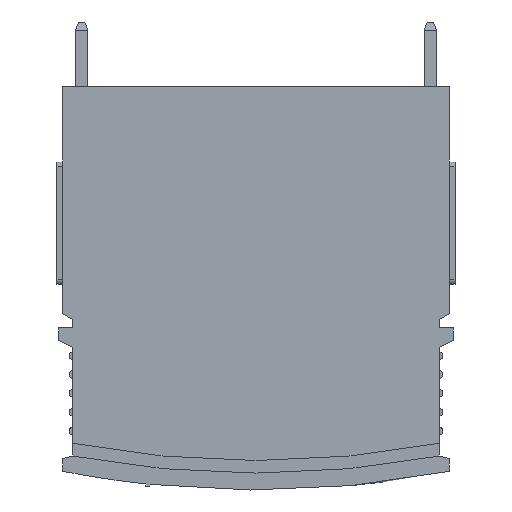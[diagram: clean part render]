
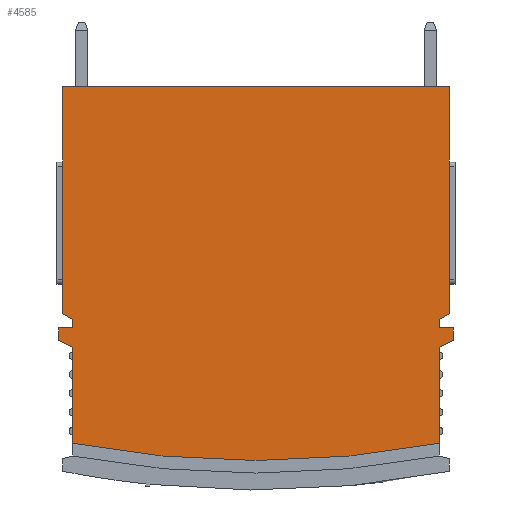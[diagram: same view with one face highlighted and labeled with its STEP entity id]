
A CAD part, left-side view. The second image highlights one B-rep face of the part: STEP entity #4585.
In plain terms, the highlighted planar face has unit normal (-1, 0, 0).
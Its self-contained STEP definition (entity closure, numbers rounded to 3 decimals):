
#14 = ORIENTED_EDGE ( 'NONE', *, *, #221, .F. ) ;
#52 = EDGE_CURVE ( 'NONE', #4818, #4638, #1898, .T. ) ;
#57 = ORIENTED_EDGE ( 'NONE', *, *, #4777, .F. ) ;
#81 = ORIENTED_EDGE ( 'NONE', *, *, #3507, .F. ) ;
#92 = CARTESIAN_POINT ( 'NONE',  ( 0., 46., 0. ) ) ;
#126 = CIRCLE ( 'NONE', #852, 116.485 ) ;
#221 = EDGE_CURVE ( 'NONE', #4892, #4818, #4584, .T. ) ;
#250 = CARTESIAN_POINT ( 'NONE',  ( 0., -0.5, -30.2 ) ) ;
#278 = VECTOR ( 'NONE', #2930, 1000. ) ;
#351 = CARTESIAN_POINT ( 'NONE',  ( 0., 46.5, -30.2 ) ) ;
#421 = EDGE_CURVE ( 'NONE', #3350, #2806, #3026, .T. ) ;
#430 = LINE ( 'NONE', #3893, #3351 ) ;
#437 = EDGE_CURVE ( 'NONE', #1534, #3720, #5237, .T. ) ;
#546 = ORIENTED_EDGE ( 'NONE', *, *, #2124, .F. ) ;
#611 = DIRECTION ( 'NONE',  ( 0., 0.906, -0.423 ) ) ;
#653 = DIRECTION ( 'NONE',  ( 0., 0.866, 0.5 ) ) ;
#685 = LINE ( 'NONE', #4207, #759 ) ;
#686 = VECTOR ( 'NONE', #4129, 1000. ) ;
#746 = EDGE_CURVE ( 'NONE', #4920, #3256, #4539, .T. ) ;
#759 = VECTOR ( 'NONE', #4182, 1000. ) ;
#829 = LINE ( 'NONE', #1785, #4311 ) ;
#852 = AXIS2_PLACEMENT_3D ( 'NONE', #4109, #4083, #3190 ) ;
#892 = CARTESIAN_POINT ( 'NONE',  ( 0., 44.8, -27.7 ) ) ;
#1081 = ORIENTED_EDGE ( 'NONE', *, *, #52, .F. ) ;
#1085 = LINE ( 'NONE', #2837, #2140 ) ;
#1153 = DIRECTION ( 'NONE',  ( 0., 0., -1. ) ) ;
#1187 = DIRECTION ( 'NONE',  ( 0., 0., 1. ) ) ;
#1256 = ORIENTED_EDGE ( 'NONE', *, *, #421, .F. ) ;
#1288 = CARTESIAN_POINT ( 'NONE',  ( 0., -0.5, -30.2 ) ) ;
#1488 = EDGE_CURVE ( 'NONE', #3036, #3350, #126, .T. ) ;
#1534 = VERTEX_POINT ( 'NONE', #4142 ) ;
#1657 = ORIENTED_EDGE ( 'NONE', *, *, #3257, .F. ) ;
#1672 = VERTEX_POINT ( 'NONE', #5516 ) ;
#1697 = EDGE_CURVE ( 'NONE', #4942, #4780, #430, .T. ) ;
#1703 = VECTOR ( 'NONE', #611, 1000. ) ;
#1707 = CARTESIAN_POINT ( 'NONE',  ( 0., 1.2, -27.7 ) ) ;
#1748 = CARTESIAN_POINT ( 'NONE',  ( 0., 46.5, -28.7 ) ) ;
#1758 = VECTOR ( 'NONE', #653, 1000. ) ;
#1785 = CARTESIAN_POINT ( 'NONE',  ( 0., -0.5, -28.7 ) ) ;
#1898 = LINE ( 'NONE', #2382, #686 ) ;
#1910 = DIRECTION ( 'NONE',  ( 0., 0., 1. ) ) ;
#1930 = EDGE_CURVE ( 'NONE', #3256, #3036, #2954, .T. ) ;
#1948 = CARTESIAN_POINT ( 'NONE',  ( 0., 44.8, -30.993 ) ) ;
#1960 = CARTESIAN_POINT ( 'NONE',  ( 0., 23., 72. ) ) ;
#2083 = LINE ( 'NONE', #1707, #4005 ) ;
#2124 = EDGE_CURVE ( 'NONE', #2338, #4942, #2083, .T. ) ;
#2130 = DIRECTION ( 'NONE',  ( 0., 0.906, 0.423 ) ) ;
#2140 = VECTOR ( 'NONE', #3278, 1000. ) ;
#2194 = EDGE_CURVE ( 'NONE', #1672, #5202, #2569, .T. ) ;
#2224 = CARTESIAN_POINT ( 'NONE',  ( 0., 1.2, -27.7 ) ) ;
#2268 = CARTESIAN_POINT ( 'NONE',  ( 0., 46.5, -28.7 ) ) ;
#2338 = VERTEX_POINT ( 'NONE', #2224 ) ;
#2368 = EDGE_LOOP ( 'NONE', ( #1256, #2579, #3735, #4360, #1657, #2472, #546, #2671, #3271, #57, #3059, #4198, #81, #1081, #14, #2391 ) ) ;
#2380 = DIRECTION ( 'NONE',  ( 0., 0., -1. ) ) ;
#2382 = CARTESIAN_POINT ( 'NONE',  ( 0., 44.8, -28.7 ) ) ;
#2391 = ORIENTED_EDGE ( 'NONE', *, *, #4908, .F. ) ;
#2466 = LINE ( 'NONE', #2834, #1758 ) ;
#2472 = ORIENTED_EDGE ( 'NONE', *, *, #1697, .F. ) ;
#2522 = DIRECTION ( 'NONE',  ( 0., -1., 0. ) ) ;
#2559 = LINE ( 'NONE', #2980, #5254 ) ;
#2569 = LINE ( 'NONE', #3349, #278 ) ;
#2579 = ORIENTED_EDGE ( 'NONE', *, *, #1488, .F. ) ;
#2671 = ORIENTED_EDGE ( 'NONE', *, *, #4769, .F. ) ;
#2806 = VERTEX_POINT ( 'NONE', #1948 ) ;
#2834 = CARTESIAN_POINT ( 'NONE',  ( 0., 46., -27.007 ) ) ;
#2837 = CARTESIAN_POINT ( 'NONE',  ( 0., 46., 0. ) ) ;
#2921 = CARTESIAN_POINT ( 'NONE',  ( 0., 1.2, -30.993 ) ) ;
#2930 = DIRECTION ( 'NONE',  ( 0., 0., -1. ) ) ;
#2954 = LINE ( 'NONE', #2921, #4919 ) ;
#2960 = CARTESIAN_POINT ( 'NONE',  ( 0., 0., -27.007 ) ) ;
#2980 = CARTESIAN_POINT ( 'NONE',  ( 0., 46.5, -30.2 ) ) ;
#2998 = CARTESIAN_POINT ( 'NONE',  ( 0., 44.8, -30.993 ) ) ;
#3026 = LINE ( 'NONE', #2998, #3892 ) ;
#3036 = VERTEX_POINT ( 'NONE', #4356 ) ;
#3059 = ORIENTED_EDGE ( 'NONE', *, *, #437, .F. ) ;
#3072 = DIRECTION ( 'NONE',  ( 0., 0., -1. ) ) ;
#3190 = DIRECTION ( 'NONE',  ( 0., 0., 1. ) ) ;
#3206 = VECTOR ( 'NONE', #4203, 1000. ) ;
#3234 = VECTOR ( 'NONE', #1187, 1000. ) ;
#3249 = CARTESIAN_POINT ( 'NONE',  ( 0., 44.8, -27.7 ) ) ;
#3256 = VERTEX_POINT ( 'NONE', #5220 ) ;
#3257 = EDGE_CURVE ( 'NONE', #4780, #4920, #829, .T. ) ;
#3271 = ORIENTED_EDGE ( 'NONE', *, *, #2194, .F. ) ;
#3278 = DIRECTION ( 'NONE',  ( 0., -1., 0. ) ) ;
#3349 = CARTESIAN_POINT ( 'NONE',  ( 0., 0., 0. ) ) ;
#3350 = VERTEX_POINT ( 'NONE', #4417 ) ;
#3351 = VECTOR ( 'NONE', #2522, 1000. ) ;
#3359 = CARTESIAN_POINT ( 'NONE',  ( 0., 46., 0. ) ) ;
#3487 = CARTESIAN_POINT ( 'NONE',  ( 0., 1.2, -28.7 ) ) ;
#3507 = EDGE_CURVE ( 'NONE', #4638, #5286, #4607, .T. ) ;
#3530 = CARTESIAN_POINT ( 'NONE',  ( 0., 44.8, -28.7 ) ) ;
#3574 = EDGE_CURVE ( 'NONE', #5286, #1534, #2466, .T. ) ;
#3701 = DIRECTION ( 'NONE',  ( 0., 0., -1. ) ) ;
#3720 = VERTEX_POINT ( 'NONE', #92 ) ;
#3735 = ORIENTED_EDGE ( 'NONE', *, *, #1930, .F. ) ;
#3770 = AXIS2_PLACEMENT_3D ( 'NONE', #1960, #5046, #3701 ) ;
#3892 = VECTOR ( 'NONE', #4746, 1000. ) ;
#3893 = CARTESIAN_POINT ( 'NONE',  ( 0., 1.2, -28.7 ) ) ;
#3983 = VECTOR ( 'NONE', #1910, 1000. ) ;
#4005 = VECTOR ( 'NONE', #1153, 1000. ) ;
#4083 = DIRECTION ( 'NONE',  ( 1., 0., 0. ) ) ;
#4109 = CARTESIAN_POINT ( 'NONE',  ( 0., 23., 72. ) ) ;
#4129 = DIRECTION ( 'NONE',  ( 0., -1., 0. ) ) ;
#4142 = CARTESIAN_POINT ( 'NONE',  ( 0., 46., -27.007 ) ) ;
#4182 = DIRECTION ( 'NONE',  ( 0., 0.866, -0.5 ) ) ;
#4198 = ORIENTED_EDGE ( 'NONE', *, *, #3574, .F. ) ;
#4203 = DIRECTION ( 'NONE',  ( 0., 0., 1. ) ) ;
#4207 = CARTESIAN_POINT ( 'NONE',  ( 0., 0., -27.007 ) ) ;
#4311 = VECTOR ( 'NONE', #3072, 1000. ) ;
#4356 = CARTESIAN_POINT ( 'NONE',  ( 0., 1.2, -42.427 ) ) ;
#4360 = ORIENTED_EDGE ( 'NONE', *, *, #746, .F. ) ;
#4417 = CARTESIAN_POINT ( 'NONE',  ( 0., 44.8, -42.427 ) ) ;
#4539 = LINE ( 'NONE', #250, #1703 ) ;
#4584 = LINE ( 'NONE', #2268, #3983 ) ;
#4585 = ADVANCED_FACE ( 'NONE', ( #4704 ), #5477, .F. ) ;
#4607 = LINE ( 'NONE', #3249, #3206 ) ;
#4638 = VERTEX_POINT ( 'NONE', #3530 ) ;
#4704 = FACE_OUTER_BOUND ( 'NONE', #2368, .T. ) ;
#4746 = DIRECTION ( 'NONE',  ( 0., 0., 1. ) ) ;
#4769 = EDGE_CURVE ( 'NONE', #5202, #2338, #685, .T. ) ;
#4777 = EDGE_CURVE ( 'NONE', #3720, #1672, #1085, .T. ) ;
#4780 = VERTEX_POINT ( 'NONE', #5495 ) ;
#4818 = VERTEX_POINT ( 'NONE', #1748 ) ;
#4892 = VERTEX_POINT ( 'NONE', #351 ) ;
#4908 = EDGE_CURVE ( 'NONE', #2806, #4892, #2559, .T. ) ;
#4919 = VECTOR ( 'NONE', #2380, 1000. ) ;
#4920 = VERTEX_POINT ( 'NONE', #1288 ) ;
#4942 = VERTEX_POINT ( 'NONE', #3487 ) ;
#5046 = DIRECTION ( 'NONE',  ( 1., 0., 0. ) ) ;
#5202 = VERTEX_POINT ( 'NONE', #2960 ) ;
#5220 = CARTESIAN_POINT ( 'NONE',  ( 0., 1.2, -30.993 ) ) ;
#5237 = LINE ( 'NONE', #3359, #3234 ) ;
#5254 = VECTOR ( 'NONE', #2130, 1000. ) ;
#5286 = VERTEX_POINT ( 'NONE', #892 ) ;
#5477 = PLANE ( 'NONE',  #3770 ) ;
#5495 = CARTESIAN_POINT ( 'NONE',  ( 0., -0.5, -28.7 ) ) ;
#5516 = CARTESIAN_POINT ( 'NONE',  ( 0., 0., 0. ) ) ;
